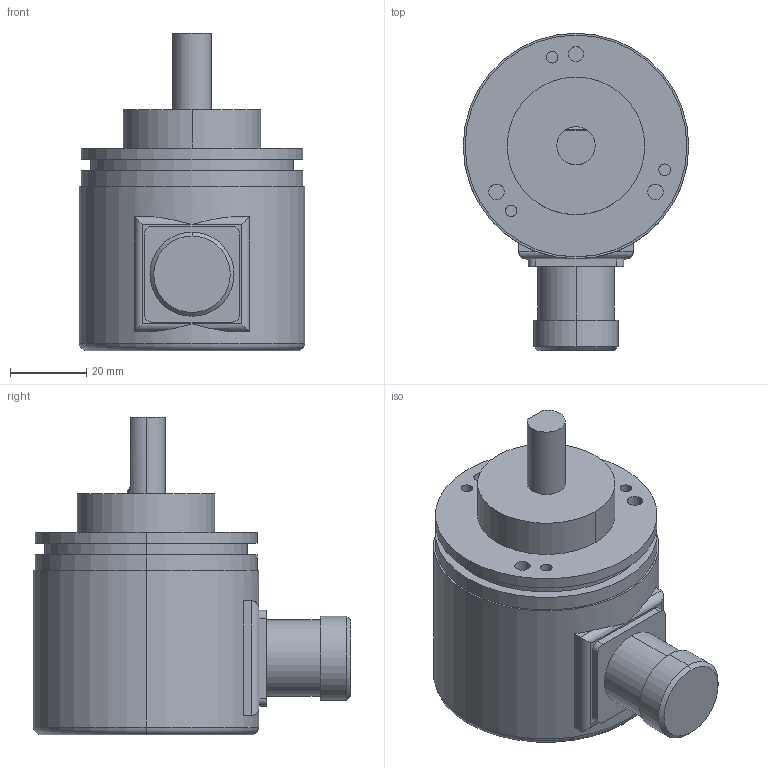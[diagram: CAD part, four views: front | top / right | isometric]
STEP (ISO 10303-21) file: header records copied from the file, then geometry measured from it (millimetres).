
FILE_DESCRIPTION((''),'2;1');
FILE_NAME('AVS58-D201398B','2005-12-15T',('Pepperl+Fuchs'),('Industriehansa'),'PRO/ENGINEER BY PARAMETRIC TECHNOLOGY CORPORATION, 2005290','PRO/ENGINEER BY PARAMETRIC TECHNOLOGY CORPORATION, 2005290','');
FILE_SCHEMA(('AUTOMOTIVE_DESIGN_CC2 { 1 2 10303 214 -1 1 5 2 }'));
Length unit declared in the file: millimetre
Products named in the file (1): AVS58-D201398B
Bounding box: 59 x 83 x 83 mm (x, y, z)
Volume: 163595.3 mm3; surface area: 19980 mm2
Topology: 1 solids, 1 shells, 72 faces, 155 edges, 100 vertices
Faces by surface type: cylinder 39, plane 29, torus 2, cone 2
Entity records: 2726 total; most frequent: CARTESIAN_POINT 409, DIRECTION 363, ORIENTED_EDGE 310, PRESENTATION_STYLE_ASSIGNMENT 174, STYLED_ITEM 165, CURVE_STYLE 155, EDGE_CURVE 155, AXIS2_PLACEMENT_3D 147
